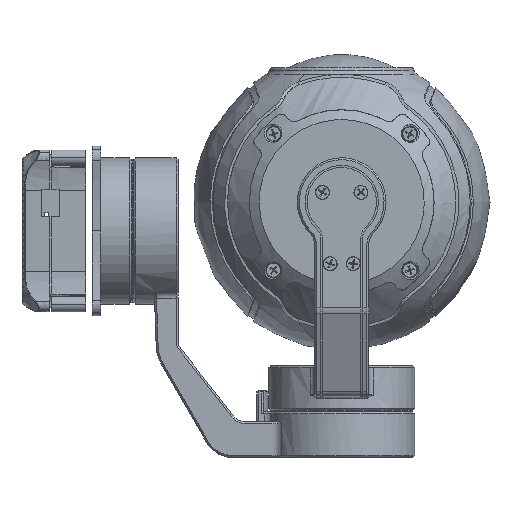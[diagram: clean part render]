
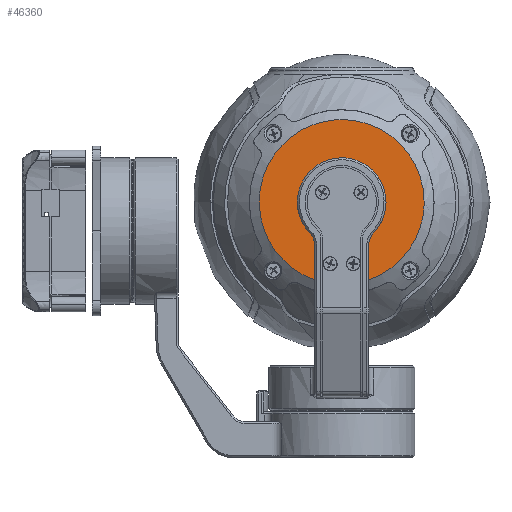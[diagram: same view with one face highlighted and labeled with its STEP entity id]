
A CAD part, left-side view. The second image highlights one B-rep face of the part: STEP entity #46360.
In plain terms, the highlighted free-form (B-spline) face has degree [1, 1] with [2, 2] control points.
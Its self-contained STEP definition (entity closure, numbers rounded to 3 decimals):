
#33945 = VERTEX_POINT('',#33946);
#33946 = CARTESIAN_POINT('',(-30.703,-73.638,
    7.091));
#33964 = VERTEX_POINT('',#33965);
#33965 = CARTESIAN_POINT('',(-30.703,-64.044,
    7.093));
#33970 = EDGE_CURVE('',#33964,#33945,#33971,.T.);
#33971 = ( BOUNDED_CURVE() B_SPLINE_CURVE(2,(#33972,#33973,#33974,#33975
,#33976),.UNSPECIFIED.,.F.,.F.) B_SPLINE_CURVE_WITH_KNOTS((3,2,3),(
    3.142,4.712,6.283),
.PIECEWISE_BEZIER_KNOTS.) CURVE() GEOMETRIC_REPRESENTATION_ITEM() 
RATIONAL_B_SPLINE_CURVE((1.,0.707,1.,0.707,1.)) 
REPRESENTATION_ITEM('') );
#33972 = CARTESIAN_POINT('',(-30.703,-64.044,
    7.093));
#33973 = CARTESIAN_POINT('',(-30.703,-64.044,
    11.89));
#33974 = CARTESIAN_POINT('',(-30.703,-68.842,
    11.889));
#33975 = CARTESIAN_POINT('',(-30.703,-73.639,
    11.888));
#33976 = CARTESIAN_POINT('',(-30.703,-73.638,
    7.091));
#44737 = EDGE_CURVE('',#44738,#44740,#44742,.T.);
#44738 = VERTEX_POINT('',#44739);
#44739 = CARTESIAN_POINT('',(-30.703,-48.302,
    7.095));
#44740 = VERTEX_POINT('',#44741);
#44741 = CARTESIAN_POINT('',(-30.703,-89.38,
    7.088));
#44742 = ( BOUNDED_CURVE() B_SPLINE_CURVE(2,(#44743,#44744,#44745,#44746
,#44747),.UNSPECIFIED.,.F.,.F.) B_SPLINE_CURVE_WITH_KNOTS((3,2,3),(0.,
1.571,3.142),.PIECEWISE_BEZIER_KNOTS.) CURVE() 
GEOMETRIC_REPRESENTATION_ITEM() RATIONAL_B_SPLINE_CURVE((1.,
0.707,1.,0.707,1.)) REPRESENTATION_ITEM('') );
#44743 = CARTESIAN_POINT('',(-30.703,-48.302,
    7.095));
#44744 = CARTESIAN_POINT('',(-30.703,-48.299,
    -13.444));
#44745 = CARTESIAN_POINT('',(-30.703,-68.838,
    -13.447));
#44746 = CARTESIAN_POINT('',(-30.703,-89.376,
    -13.451));
#44747 = CARTESIAN_POINT('',(-30.703,-89.38,
    7.088));
#45257 = EDGE_CURVE('',#44740,#44738,#45258,.T.);
#45258 = ( BOUNDED_CURVE() B_SPLINE_CURVE(2,(#45259,#45260,#45261,#45262
,#45263),.UNSPECIFIED.,.F.,.F.) B_SPLINE_CURVE_WITH_KNOTS((3,2,3),(
    3.142,4.712,6.283),
.PIECEWISE_BEZIER_KNOTS.) CURVE() GEOMETRIC_REPRESENTATION_ITEM() 
RATIONAL_B_SPLINE_CURVE((1.,0.707,1.,0.707,1.)) 
REPRESENTATION_ITEM('') );
#45259 = CARTESIAN_POINT('',(-30.703,-89.38,
    7.088));
#45260 = CARTESIAN_POINT('',(-30.703,-89.383,
    27.627));
#45261 = CARTESIAN_POINT('',(-30.703,-68.844,
    27.631));
#45262 = CARTESIAN_POINT('',(-30.703,-48.306,
    27.634));
#45263 = CARTESIAN_POINT('',(-30.703,-48.302,
    7.095));
#46360 = ADVANCED_FACE('',(#46361,#46372),#46376,.T.);
#46361 = FACE_BOUND('',#46362,.T.);
#46362 = EDGE_LOOP('',(#46363,#46371));
#46363 = ORIENTED_EDGE('',*,*,#46364,.T.);
#46364 = EDGE_CURVE('',#33945,#33964,#46365,.T.);
#46365 = ( BOUNDED_CURVE() B_SPLINE_CURVE(2,(#46366,#46367,#46368,#46369
,#46370),.UNSPECIFIED.,.F.,.F.) B_SPLINE_CURVE_WITH_KNOTS((3,2,3),(0.,
1.571,3.142),.PIECEWISE_BEZIER_KNOTS.) CURVE() 
GEOMETRIC_REPRESENTATION_ITEM() RATIONAL_B_SPLINE_CURVE((1.,
0.707,1.,0.707,1.)) REPRESENTATION_ITEM('') );
#46366 = CARTESIAN_POINT('',(-30.703,-73.638,
    7.091));
#46367 = CARTESIAN_POINT('',(-30.703,-73.637,
    2.294));
#46368 = CARTESIAN_POINT('',(-30.703,-68.84,
    2.295));
#46369 = CARTESIAN_POINT('',(-30.703,-64.043,
    2.295));
#46370 = CARTESIAN_POINT('',(-30.703,-64.044,
    7.093));
#46371 = ORIENTED_EDGE('',*,*,#33970,.T.);
#46372 = FACE_BOUND('',#46373,.T.);
#46373 = EDGE_LOOP('',(#46374,#46375));
#46374 = ORIENTED_EDGE('',*,*,#44737,.T.);
#46375 = ORIENTED_EDGE('',*,*,#45257,.T.);
#46376 = B_SPLINE_SURFACE_WITH_KNOTS('',1,1,(
    (#46377,#46378)
    ,(#46379,#46380
    )),.UNSPECIFIED.,.F.,.F.,.F.,(2,2),(2,2),(3.593,
    46.407),(12.093,54.907),
  .PIECEWISE_BEZIER_KNOTS.);
#46377 = CARTESIAN_POINT('',(-30.703,-48.299,
    -13.444));
#46378 = CARTESIAN_POINT('',(-30.703,-48.306,
    27.634));
#46379 = CARTESIAN_POINT('',(-30.703,-89.376,
    -13.451));
#46380 = CARTESIAN_POINT('',(-30.703,-89.383,
    27.627));
